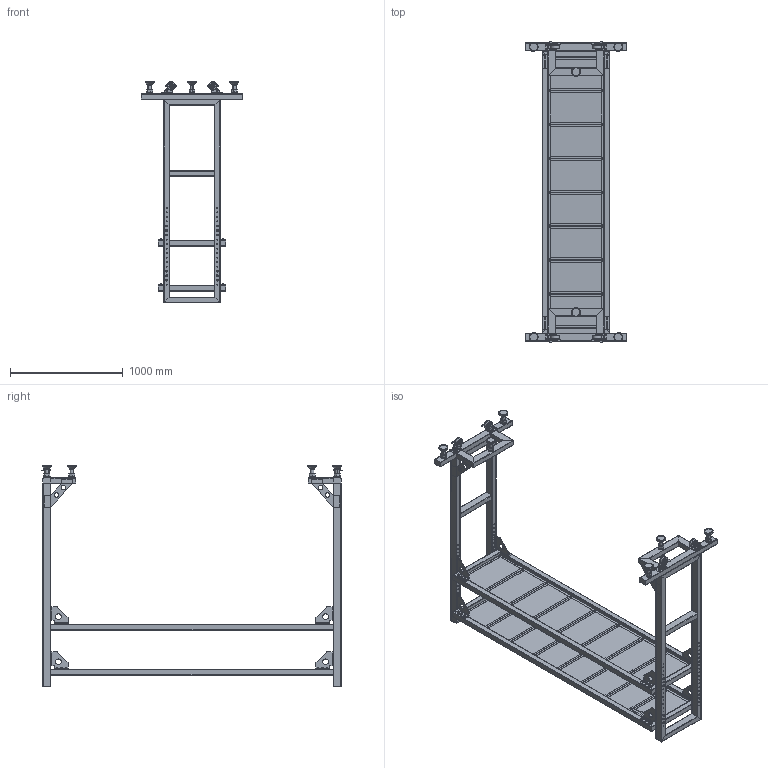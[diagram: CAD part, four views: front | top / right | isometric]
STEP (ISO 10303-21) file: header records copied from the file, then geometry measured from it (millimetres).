
FILE_DESCRIPTION (( 'STEP AP203' ), '1' );
FILE_NAME ('OTNS-xx-0.STEP', '2019-05-09T07:44:32', ( '' ), ( '' ), 'SwSTEP 2.0', 'SolidWorks 2016', '' );
FILE_SCHEMA (( 'CONFIG_CONTROL_DESIGN' ));
Length unit declared in the file: millimetre
Products named in the file (1): OTNS-xx-0
Bounding box: 900 x 2660.92 x 1962 mm (x, y, z)
Surface area: 12212127.7 mm2 (no closed solid volume)
Topology: 0 solids, 434 shells, 1646 faces, 6160 edges, 4854 vertices
Faces by surface type: plane 810, cylinder 668, bspline 72, cone 56, torus 40
Entity records: 70762 total; most frequent: CARTESIAN_POINT 19743, DIRECTION 10914, ORIENTED_EDGE 8270, EDGE_CURVE 6160, VERTEX_POINT 4854, AXIS2_PLACEMENT_3D 3843, VECTOR 3228, LINE 3228
